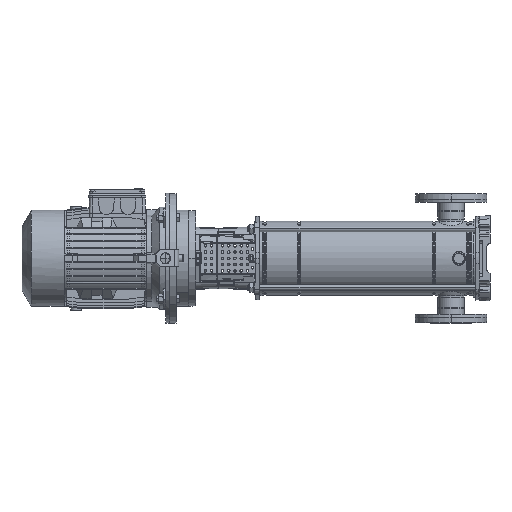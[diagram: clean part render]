
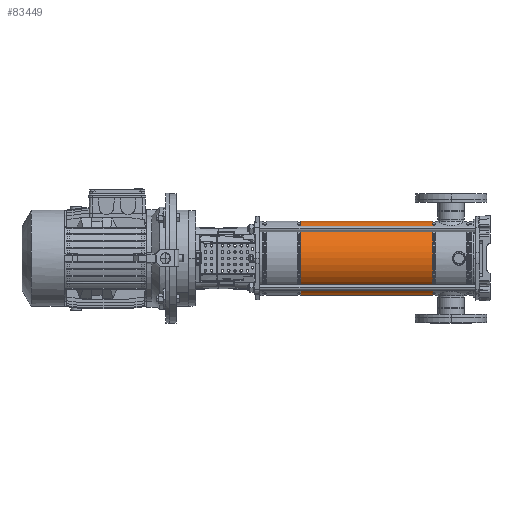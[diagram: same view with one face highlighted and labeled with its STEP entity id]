
A CAD part, left-side view. The second image highlights one B-rep face of the part: STEP entity #83449.
In plain terms, the highlighted cylindrical face has radius 85.9 mm (diameter 171.8 mm), a partial arc.
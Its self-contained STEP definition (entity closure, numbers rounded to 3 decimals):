
#1667 = EDGE_CURVE ( 'NONE', #10209, #9621, #67571, .T. ) ;
#1739 = VECTOR ( 'NONE', #39860, 1000. ) ;
#1932 = CARTESIAN_POINT ( 'NONE',  ( 0., 0., 93.897 ) ) ;
#7635 = CYLINDRICAL_SURFACE ( 'NONE', #94609, 85.9 ) ;
#9009 = DIRECTION ( 'NONE',  ( -1., 0., 0. ) ) ;
#9621 = VERTEX_POINT ( 'NONE', #41498 ) ;
#10209 = VERTEX_POINT ( 'NONE', #96941 ) ;
#10706 = DIRECTION ( 'NONE',  ( 0., 0., -1. ) ) ;
#13348 = CIRCLE ( 'NONE', #82730, 85.9 ) ;
#13866 = EDGE_LOOP ( 'NONE', ( #39397, #40773, #17684, #56134 ) ) ;
#13969 = CARTESIAN_POINT ( 'NONE',  ( 85.9, 0., 93.897 ) ) ;
#14194 = AXIS2_PLACEMENT_3D ( 'NONE', #63258, #10706, #24366 ) ;
#15218 = FACE_OUTER_BOUND ( 'NONE', #13866, .T. ) ;
#17222 = DIRECTION ( 'NONE',  ( -1., 0., 0. ) ) ;
#17684 = ORIENTED_EDGE ( 'NONE', *, *, #1667, .T. ) ;
#23852 = CIRCLE ( 'NONE', #14194, 85.9 ) ;
#24220 = LINE ( 'NONE', #78285, #1739 ) ;
#24263 = CARTESIAN_POINT ( 'NONE',  ( 85.9, 0., 399.103 ) ) ;
#24366 = DIRECTION ( 'NONE',  ( -1., 0., 0. ) ) ;
#39397 = ORIENTED_EDGE ( 'NONE', *, *, #74794, .F. ) ;
#39860 = DIRECTION ( 'NONE',  ( 0., 0., -1. ) ) ;
#40773 = ORIENTED_EDGE ( 'NONE', *, *, #68367, .T. ) ;
#41498 = CARTESIAN_POINT ( 'NONE',  ( -85.9, 0., 93.897 ) ) ;
#47880 = DIRECTION ( 'NONE',  ( 0., 0., -1. ) ) ;
#55578 = CARTESIAN_POINT ( 'NONE',  ( 0., 0., 0. ) ) ;
#56134 = ORIENTED_EDGE ( 'NONE', *, *, #91973, .F. ) ;
#63258 = CARTESIAN_POINT ( 'NONE',  ( 0., 0., 399.103 ) ) ;
#67571 = LINE ( 'NONE', #98388, #70506 ) ;
#68367 = EDGE_CURVE ( 'NONE', #69701, #10209, #23852, .T. ) ;
#69701 = VERTEX_POINT ( 'NONE', #24263 ) ;
#70434 = VERTEX_POINT ( 'NONE', #13969 ) ;
#70506 = VECTOR ( 'NONE', #82734, 1000. ) ;
#74794 = EDGE_CURVE ( 'NONE', #69701, #70434, #24220, .T. ) ;
#78285 = CARTESIAN_POINT ( 'NONE',  ( 85.9, 0., 0. ) ) ;
#82730 = AXIS2_PLACEMENT_3D ( 'NONE', #1932, #47880, #9009 ) ;
#82734 = DIRECTION ( 'NONE',  ( 0., 0., -1. ) ) ;
#83449 = ADVANCED_FACE ( 'NONE', ( #15218 ), #7635, .T. ) ;
#86401 = DIRECTION ( 'NONE',  ( 0., 0., -1. ) ) ;
#91973 = EDGE_CURVE ( 'NONE', #70434, #9621, #13348, .T. ) ;
#94609 = AXIS2_PLACEMENT_3D ( 'NONE', #55578, #86401, #17222 ) ;
#96941 = CARTESIAN_POINT ( 'NONE',  ( -85.9, 0., 399.103 ) ) ;
#98388 = CARTESIAN_POINT ( 'NONE',  ( -85.9, 0., 0. ) ) ;
